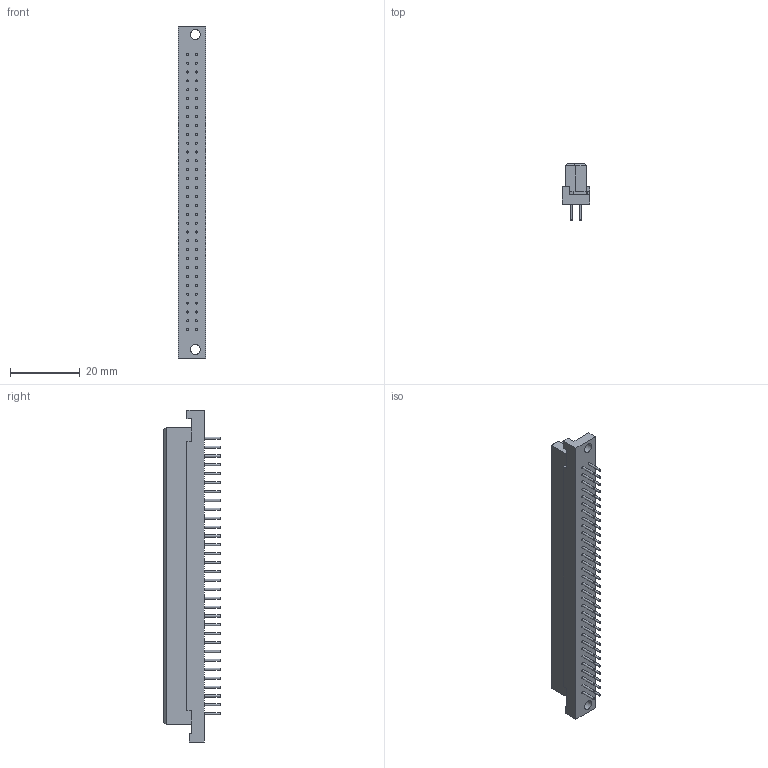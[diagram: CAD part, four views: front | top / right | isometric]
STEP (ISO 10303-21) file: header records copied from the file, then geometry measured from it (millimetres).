
FILE_DESCRIPTION(/* description */ (''),/* implementation_level */ '2;1');
FILE_NAME(/* name */ '100072262ugm000_b.stp',/* time_stamp */ '2014-06-12T11:51:13+02:00',/* author */ (''),/* organization */ (''),/* preprocessor_version */ 'ST-DEVELOPER v15',/* originating_system */ 'SIEMENS PLM Software NX 8.5',/* authorisation */ '');
FILE_SCHEMA (('AUTOMOTIVE_DESIGN { 1 0 10303 214 3 1 1 1 }'));
Length unit declared in the file: millimetre
Products named in the file (1): 100072262ugm000_b
Bounding box: 8 x 16.1 x 94.9 mm (x, y, z)
Volume: 6880.8 mm3; surface area: 4351.6 mm2
Topology: 1 solids, 1 shells, 496 faces, 1090 edges, 724 vertices
Faces by surface type: plane 430, cylinder 66
Full cylindrical faces by diameter (mm): 0.6 x64, 2.8 x2
Entity records: 15729 total; most frequent: CARTESIAN_POINT 2245, DIRECTION 2150, ORIENTED_EDGE 2048, EDGE_CURVE 1024, LINE 892, VECTOR 892, VERTEX_POINT 724, EDGE_LOOP 694
